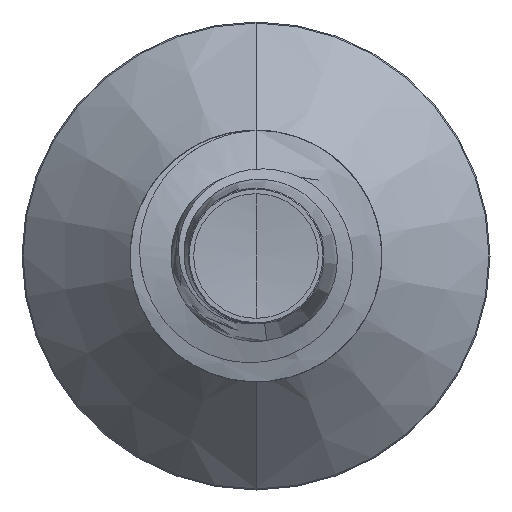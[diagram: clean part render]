
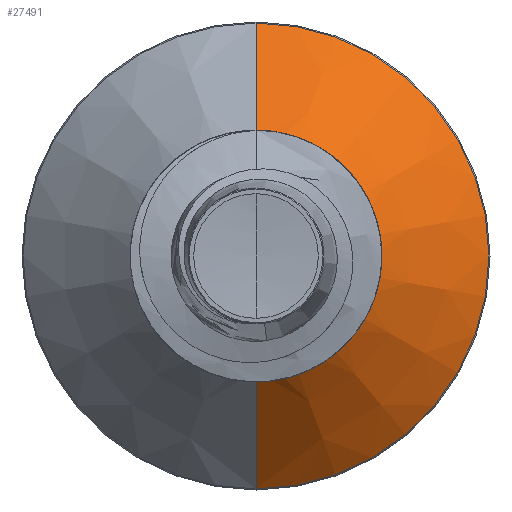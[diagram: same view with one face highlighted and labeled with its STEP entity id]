
A CAD part, front view. The second image highlights one B-rep face of the part: STEP entity #27491.
In plain terms, the highlighted conical face has half-angle 45 degrees and reference radius 2.301 mm.
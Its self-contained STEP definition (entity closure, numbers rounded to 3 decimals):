
#343 = LINE ( 'NONE', #16415, #3515 ) ;
#1862 = DIRECTION ( 'NONE',  ( 0., 0., 1. ) ) ;
#1881 = DIRECTION ( 'NONE',  ( 0., 1., 0. ) ) ;
#1914 = CARTESIAN_POINT ( 'NONE',  ( 0., 26.901, 0. ) ) ;
#2660 = EDGE_CURVE ( 'NONE', #11735, #17146, #343, .T. ) ;
#3515 = VECTOR ( 'NONE', #16273, 1000. ) ;
#5095 = CARTESIAN_POINT ( 'NONE',  ( 0., 26.901, -2.301 ) ) ;
#5230 = DIRECTION ( 'NONE',  ( 0., 0.707, -0.707 ) ) ;
#5265 = AXIS2_PLACEMENT_3D ( 'NONE', #1914, #1881, #1862 ) ;
#5807 = DIRECTION ( 'NONE',  ( 0., 0., 1. ) ) ;
#5826 = AXIS2_PLACEMENT_3D ( 'NONE', #5884, #5849, #5807 ) ;
#5849 = DIRECTION ( 'NONE',  ( 0., 1., 0. ) ) ;
#5884 = CARTESIAN_POINT ( 'NONE',  ( 0., 29.228, 0. ) ) ;
#7266 = ORIENTED_EDGE ( 'NONE', *, *, #14879, .F. ) ;
#7279 = LINE ( 'NONE', #5095, #9824 ) ;
#8777 = CARTESIAN_POINT ( 'NONE',  ( 0., 26.901, 2.301 ) ) ;
#9060 = DIRECTION ( 'NONE',  ( 0., 1., 0. ) ) ;
#9824 = VECTOR ( 'NONE', #5230, 1000. ) ;
#11707 = CARTESIAN_POINT ( 'NONE',  ( 0., 26.901, -2.301 ) ) ;
#11735 = VERTEX_POINT ( 'NONE', #8777 ) ;
#11968 = EDGE_CURVE ( 'NONE', #11735, #27492, #22606, .T. ) ;
#12017 = CIRCLE ( 'NONE', #5826, 4.628 ) ;
#13408 = EDGE_CURVE ( 'NONE', #27492, #23124, #7279, .T. ) ;
#13419 = ORIENTED_EDGE ( 'NONE', *, *, #11968, .T. ) ;
#14209 = ORIENTED_EDGE ( 'NONE', *, *, #2660, .F. ) ;
#14879 = EDGE_CURVE ( 'NONE', #17146, #23124, #12017, .T. ) ;
#14996 = FACE_OUTER_BOUND ( 'NONE', #18675, .T. ) ;
#16139 = AXIS2_PLACEMENT_3D ( 'NONE', #26983, #9060, #25415 ) ;
#16273 = DIRECTION ( 'NONE',  ( 0., 0.707, 0.707 ) ) ;
#16415 = CARTESIAN_POINT ( 'NONE',  ( 0., 26.901, 2.301 ) ) ;
#17146 = VERTEX_POINT ( 'NONE', #19545 ) ;
#18675 = EDGE_LOOP ( 'NONE', ( #13419, #23969, #7266, #14209 ) ) ;
#19545 = CARTESIAN_POINT ( 'NONE',  ( 0., 29.228, 4.628 ) ) ;
#22606 = CIRCLE ( 'NONE', #5265, 2.301 ) ;
#23124 = VERTEX_POINT ( 'NONE', #25069 ) ;
#23969 = ORIENTED_EDGE ( 'NONE', *, *, #13408, .T. ) ;
#23979 = CONICAL_SURFACE ( 'NONE', #16139, 2.301, 0.785 ) ;
#25069 = CARTESIAN_POINT ( 'NONE',  ( 0., 29.228, -4.628 ) ) ;
#25415 = DIRECTION ( 'NONE',  ( 0., 0., 1. ) ) ;
#26983 = CARTESIAN_POINT ( 'NONE',  ( 0., 26.901, 0. ) ) ;
#27491 = ADVANCED_FACE ( 'NONE', ( #14996 ), #23979, .T. ) ;
#27492 = VERTEX_POINT ( 'NONE', #11707 ) ;
